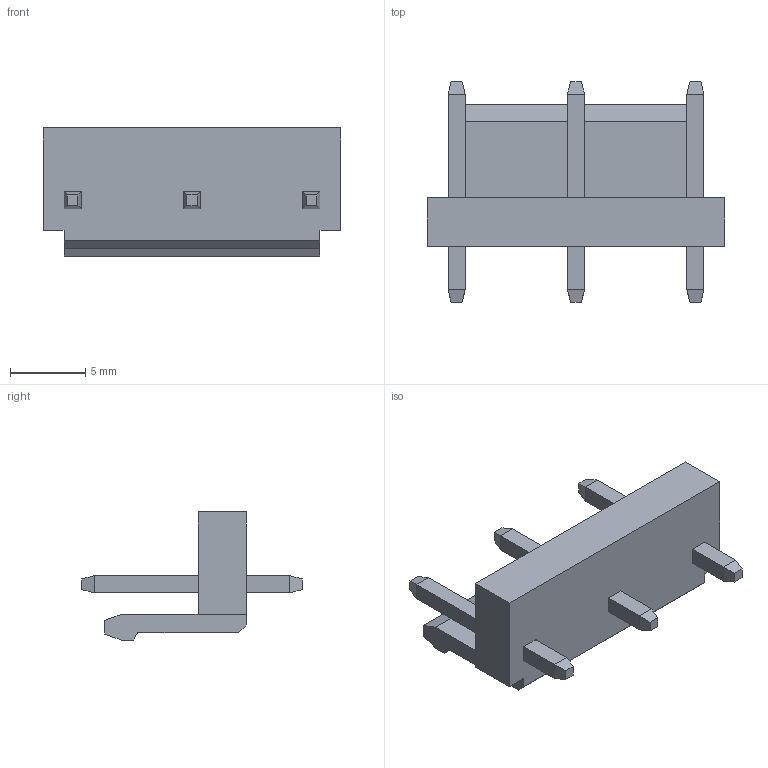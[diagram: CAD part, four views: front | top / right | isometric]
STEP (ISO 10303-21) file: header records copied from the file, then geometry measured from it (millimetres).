
FILE_DESCRIPTION(/* description */ ('STEP AP214'),/* implementation_level */ '2;1');
FILE_NAME(/* name */ 'B3P5-VH--3DModel-STEP-56544.step',/* time_stamp */ '2026-01-07T13:17:10-08:00',/* author */ (''),/* organization */ (''),/* preprocessor_version */ 'ST-DEVELOPER v20.1',/* originating_system */ 'Autodesk Translation Framework v14.10.0.0',/* authorisation */ '');
FILE_SCHEMA (('AUTOMOTIVE_DESIGN { 1 0 10303 214 3 1 1 }'));
Length unit declared in the file: millimetre
Products named in the file (3): B5P-VH; BxP-VH_5; pin
Assembly tree (4 placements, depth 2):
  B5P-VH
    BxP-VH_5
    pin  x3
Bounding box: 19.74 x 14.6 x 8.5 mm (x, y, z)
Volume: 671.3 mm3; surface area: 945.6 mm2
Topology: 4 solids, 4 shells, 71 faces, 163 edges, 100 vertices
Faces by surface type: plane 71
Entity records: 1368 total; most frequent: CARTESIAN_POINT 225, ORIENTED_EDGE 214, DIRECTION 207, LINE 107, VECTOR 107, EDGE_CURVE 107, VERTEX_POINT 68, AXIS2_PLACEMENT_3D 50
